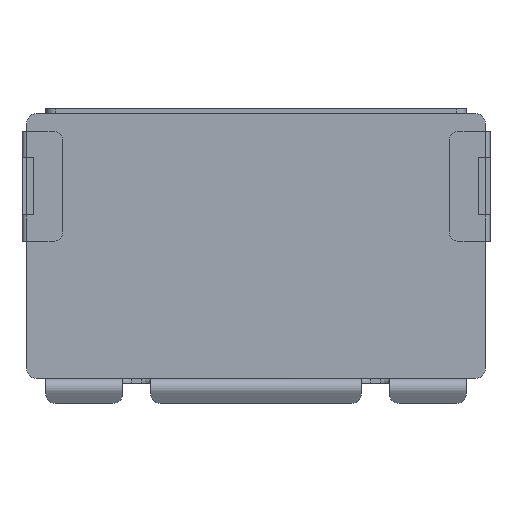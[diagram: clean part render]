
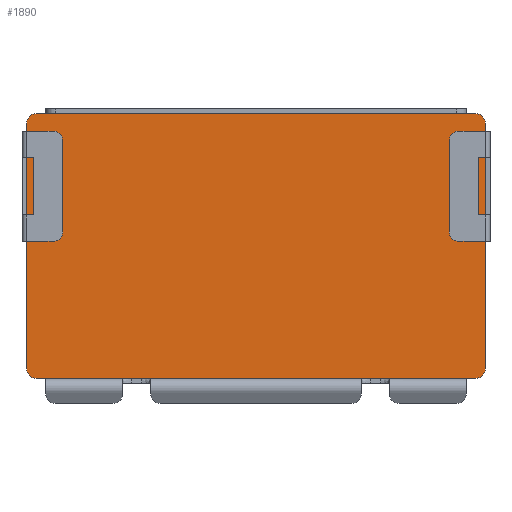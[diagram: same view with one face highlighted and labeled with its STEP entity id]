
A CAD part, top view. The second image highlights one B-rep face of the part: STEP entity #1890.
In plain terms, the highlighted planar face has unit normal (0, 0, 1).
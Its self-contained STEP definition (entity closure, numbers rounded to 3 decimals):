
#147=DIRECTION('',(-1.,0.,0.));
#148=VECTOR('',#147,88.);
#149=CARTESIAN_POINT('',(44.,55.5,1.));
#150=LINE('',#149,#148);
#155=DIRECTION('',(0.,1.,0.));
#156=VECTOR('',#155,26.7);
#157=CARTESIAN_POINT('',(48.,2.,1.));
#158=LINE('',#157,#156);
#159=CARTESIAN_POINT('',(46.,2.,1.));
#160=DIRECTION('',(0.,0.,1.));
#161=DIRECTION('',(0.,-1.,0.));
#162=AXIS2_PLACEMENT_3D('',#159,#160,#161);
#164=DIRECTION('',(1.,0.,0.));
#165=VECTOR('',#164,2.);
#166=CARTESIAN_POINT('',(44.,0.,1.));
#167=LINE('',#166,#165);
#168=DIRECTION('',(1.,0.,0.));
#169=VECTOR('',#168,2.);
#170=CARTESIAN_POINT('',(-46.,0.,1.));
#171=LINE('',#170,#169);
#172=CARTESIAN_POINT('',(-46.,2.,1.));
#173=DIRECTION('',(0.,0.,1.));
#174=DIRECTION('',(-1.,0.,0.));
#175=AXIS2_PLACEMENT_3D('',#172,#173,#174);
#177=DIRECTION('',(0.,-1.,0.));
#178=VECTOR('',#177,26.7);
#179=CARTESIAN_POINT('',(-48.,28.7,1.));
#180=LINE('',#179,#178);
#181=DIRECTION('',(0.,-1.,0.));
#182=VECTOR('',#181,1.7);
#183=CARTESIAN_POINT('',(-48.,53.5,1.));
#184=LINE('',#183,#182);
#185=CARTESIAN_POINT('',(-46.,53.5,1.));
#186=DIRECTION('',(0.,0.,1.));
#187=DIRECTION('',(0.,1.,0.));
#188=AXIS2_PLACEMENT_3D('',#185,#186,#187);
#190=DIRECTION('',(-1.,0.,0.));
#191=VECTOR('',#190,2.);
#192=CARTESIAN_POINT('',(-44.,55.5,1.));
#193=LINE('',#192,#191);
#194=DIRECTION('',(-1.,0.,0.));
#195=VECTOR('',#194,2.);
#196=CARTESIAN_POINT('',(46.,55.5,1.));
#197=LINE('',#196,#195);
#198=CARTESIAN_POINT('',(46.,53.5,1.));
#199=DIRECTION('',(0.,0.,1.));
#200=DIRECTION('',(1.,0.,0.));
#201=AXIS2_PLACEMENT_3D('',#198,#199,#200);
#203=DIRECTION('',(0.,1.,0.));
#204=VECTOR('',#203,1.7);
#205=CARTESIAN_POINT('',(48.,51.8,1.));
#206=LINE('',#205,#204);
#215=DIRECTION('',(0.,1.,0.));
#216=VECTOR('',#215,23.1);
#217=CARTESIAN_POINT('',(48.,28.7,1.));
#218=LINE('',#217,#216);
#527=DIRECTION('',(0.,-1.,0.));
#528=VECTOR('',#527,23.1);
#529=CARTESIAN_POINT('',(-48.,51.8,1.));
#530=LINE('',#529,#528);
#1115=DIRECTION('',(1.,0.,0.));
#1116=VECTOR('',#1115,88.);
#1117=CARTESIAN_POINT('',(-44.,0.,1.));
#1118=LINE('',#1117,#1116);
#1353=CARTESIAN_POINT('',(-44.,55.5,1.));
#1354=VERTEX_POINT('',#1353);
#1355=CARTESIAN_POINT('',(44.,55.5,1.));
#1356=VERTEX_POINT('',#1355);
#1365=CARTESIAN_POINT('',(-48.,28.7,1.));
#1366=VERTEX_POINT('',#1365);
#1367=CARTESIAN_POINT('',(-48.,51.8,1.));
#1368=VERTEX_POINT('',#1367);
#1377=CARTESIAN_POINT('',(48.,51.8,1.));
#1378=VERTEX_POINT('',#1377);
#1379=CARTESIAN_POINT('',(48.,28.7,1.));
#1380=VERTEX_POINT('',#1379);
#1389=CARTESIAN_POINT('',(44.,0.,1.));
#1390=VERTEX_POINT('',#1389);
#1391=CARTESIAN_POINT('',(-44.,0.,1.));
#1392=VERTEX_POINT('',#1391);
#1461=CARTESIAN_POINT('',(-46.,55.5,1.));
#1462=VERTEX_POINT('',#1461);
#1463=CARTESIAN_POINT('',(-48.,53.5,1.));
#1464=VERTEX_POINT('',#1463);
#1493=CARTESIAN_POINT('',(48.,53.5,1.));
#1494=VERTEX_POINT('',#1493);
#1495=CARTESIAN_POINT('',(46.,55.5,1.));
#1496=VERTEX_POINT('',#1495);
#1517=CARTESIAN_POINT('',(-48.,2.,1.));
#1518=VERTEX_POINT('',#1517);
#1519=CARTESIAN_POINT('',(-46.,0.,1.));
#1520=VERTEX_POINT('',#1519);
#1525=CARTESIAN_POINT('',(46.,0.,1.));
#1526=VERTEX_POINT('',#1525);
#1527=CARTESIAN_POINT('',(48.,2.,1.));
#1528=VERTEX_POINT('',#1527);
#1855=CARTESIAN_POINT('',(0.,0.,1.));
#1856=DIRECTION('',(0.,0.,1.));
#1857=DIRECTION('',(1.,0.,0.));
#1858=AXIS2_PLACEMENT_3D('',#1855,#1856,#1857);
#1859=PLANE('',#1858);
#1861=ORIENTED_EDGE('',*,*,#1860,.F.);
#1863=ORIENTED_EDGE('',*,*,#1862,.F.);
#1865=ORIENTED_EDGE('',*,*,#1864,.F.);
#1867=ORIENTED_EDGE('',*,*,#1866,.F.);
#1869=ORIENTED_EDGE('',*,*,#1868,.F.);
#1871=ORIENTED_EDGE('',*,*,#1870,.F.);
#1873=ORIENTED_EDGE('',*,*,#1872,.F.);
#1875=ORIENTED_EDGE('',*,*,#1874,.F.);
#1877=ORIENTED_EDGE('',*,*,#1876,.F.);
#1879=ORIENTED_EDGE('',*,*,#1878,.F.);
#1880=ORIENTED_EDGE('',*,*,#1689,.F.);
#1881=ORIENTED_EDGE('',*,*,#1705,.F.);
#1882=ORIENTED_EDGE('',*,*,#1848,.F.);
#1883=ORIENTED_EDGE('',*,*,#1717,.F.);
#1885=ORIENTED_EDGE('',*,*,#1884,.F.);
#1887=ORIENTED_EDGE('',*,*,#1886,.F.);
#1888=EDGE_LOOP('',(#1861,#1863,#1865,#1867,#1869,#1871,#1873,#1875,#1877,#1879,
#1880,#1881,#1882,#1883,#1885,#1887));
#1889=FACE_OUTER_BOUND('',#1888,.F.);
#1890=ADVANCED_FACE('',(#1889),#1859,.T.);
#163=CIRCLE('',#162,2.);
#176=CIRCLE('',#175,2.);
#189=CIRCLE('',#188,2.);
#202=CIRCLE('',#201,2.);
#1689=EDGE_CURVE('',#1462,#1464,#189,.T.);
#1705=EDGE_CURVE('',#1354,#1462,#193,.T.);
#1717=EDGE_CURVE('',#1496,#1356,#197,.T.);
#1848=EDGE_CURVE('',#1356,#1354,#150,.T.);
#1860=EDGE_CURVE('',#1380,#1378,#218,.T.);
#1862=EDGE_CURVE('',#1528,#1380,#158,.T.);
#1864=EDGE_CURVE('',#1526,#1528,#163,.T.);
#1866=EDGE_CURVE('',#1390,#1526,#167,.T.);
#1868=EDGE_CURVE('',#1392,#1390,#1118,.T.);
#1870=EDGE_CURVE('',#1520,#1392,#171,.T.);
#1872=EDGE_CURVE('',#1518,#1520,#176,.T.);
#1874=EDGE_CURVE('',#1366,#1518,#180,.T.);
#1876=EDGE_CURVE('',#1368,#1366,#530,.T.);
#1878=EDGE_CURVE('',#1464,#1368,#184,.T.);
#1884=EDGE_CURVE('',#1494,#1496,#202,.T.);
#1886=EDGE_CURVE('',#1378,#1494,#206,.T.);
